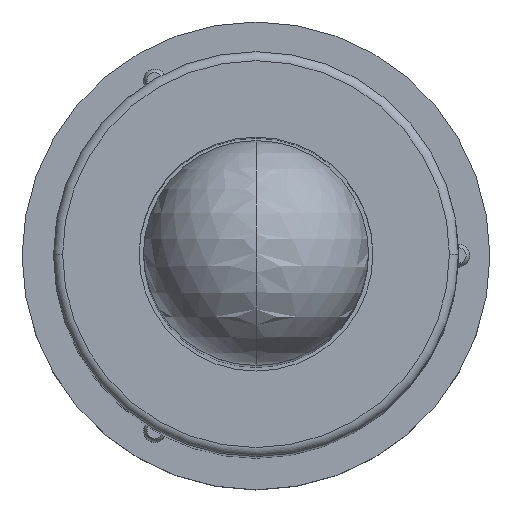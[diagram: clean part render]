
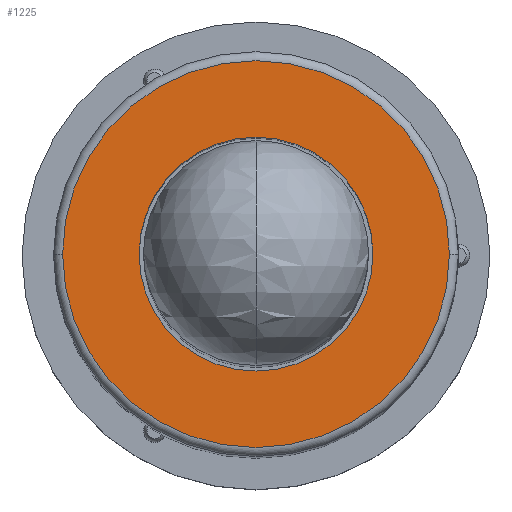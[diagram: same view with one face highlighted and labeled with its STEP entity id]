
A CAD part, top view. The second image highlights one B-rep face of the part: STEP entity #1225.
In plain terms, the highlighted planar face has unit normal (0, 0, 1).
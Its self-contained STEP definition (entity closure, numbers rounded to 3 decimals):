
#283=CARTESIAN_POINT('',(-2.15,0.0,15.));
#284=VERTEX_POINT('',#283);
#302=CARTESIAN_POINT('',(2.15,0.,15.));
#303=VERTEX_POINT('',#302);
#311=CARTESIAN_POINT('',(0.0,0.0,15.));
#312=DIRECTION('',(0.0,0.0,-1.0));
#313=DIRECTION('',(0.0,1.0,0.0));
#314=AXIS2_PLACEMENT_3D('',#311,#312,#313);
#315=CIRCLE('',#314,2.15);
#316=EDGE_CURVE('',#303,#284,#315,.T.);
#328=CARTESIAN_POINT('',(0.0,1.3,15.));
#329=VERTEX_POINT('',#328);
#345=CARTESIAN_POINT('',(0.,-1.3,15.));
#346=VERTEX_POINT('',#345);
#353=CARTESIAN_POINT('',(0.0,0.0,15.));
#354=DIRECTION('',(0.0,0.0,-1.0));
#355=DIRECTION('',(0.0,1.0,0.0));
#356=AXIS2_PLACEMENT_3D('',#353,#354,#355);
#357=CIRCLE('',#356,1.3);
#358=EDGE_CURVE('',#329,#346,#357,.T.);
#1185=CARTESIAN_POINT('',(0.0,0.0,15.));
#1186=DIRECTION('',(0.0,0.0,-1.0));
#1187=DIRECTION('',(0.0,1.0,0.0));
#1188=AXIS2_PLACEMENT_3D('',#1185,#1186,#1187);
#1189=CIRCLE('',#1188,1.3);
#1190=EDGE_CURVE('',#346,#329,#1189,.T.);
#1197=CARTESIAN_POINT('',(0.0,1.725,15.));
#1198=DIRECTION('',(0.0,0.0,1.0));
#1199=DIRECTION('',(1.0,0.0,0.0));
#1200=AXIS2_PLACEMENT_3D('',#1197,#1198,#1199);
#1201=PLANE('',#1200);
#1202=CARTESIAN_POINT('',(0.0,2.15,15.));
#1203=VERTEX_POINT('',#1202);
#1204=CARTESIAN_POINT('',(0.0,0.0,15.));
#1205=DIRECTION('',(0.0,0.0,-1.0));
#1206=DIRECTION('',(0.0,1.0,0.0));
#1207=AXIS2_PLACEMENT_3D('',#1204,#1205,#1206);
#1208=CIRCLE('',#1207,2.15);
#1209=EDGE_CURVE('',#1203,#303,#1208,.T.);
#1210=ORIENTED_EDGE('',*,*,#1209,.F.);
#1211=CARTESIAN_POINT('',(0.0,0.0,15.));
#1212=DIRECTION('',(0.0,0.0,-1.0));
#1213=DIRECTION('',(0.0,1.0,0.0));
#1214=AXIS2_PLACEMENT_3D('',#1211,#1212,#1213);
#1215=CIRCLE('',#1214,2.15);
#1216=EDGE_CURVE('',#284,#1203,#1215,.T.);
#1217=ORIENTED_EDGE('',*,*,#1216,.F.);
#1218=ORIENTED_EDGE('',*,*,#316,.F.);
#1219=EDGE_LOOP('',(#1210,#1217,#1218));
#1220=FACE_OUTER_BOUND('',#1219,.T.);
#1221=ORIENTED_EDGE('',*,*,#358,.T.);
#1222=ORIENTED_EDGE('',*,*,#1190,.T.);
#1223=EDGE_LOOP('',(#1221,#1222));
#1224=FACE_BOUND('',#1223,.T.);
#1225=ADVANCED_FACE('',(#1220,#1224),#1201,.T.);
